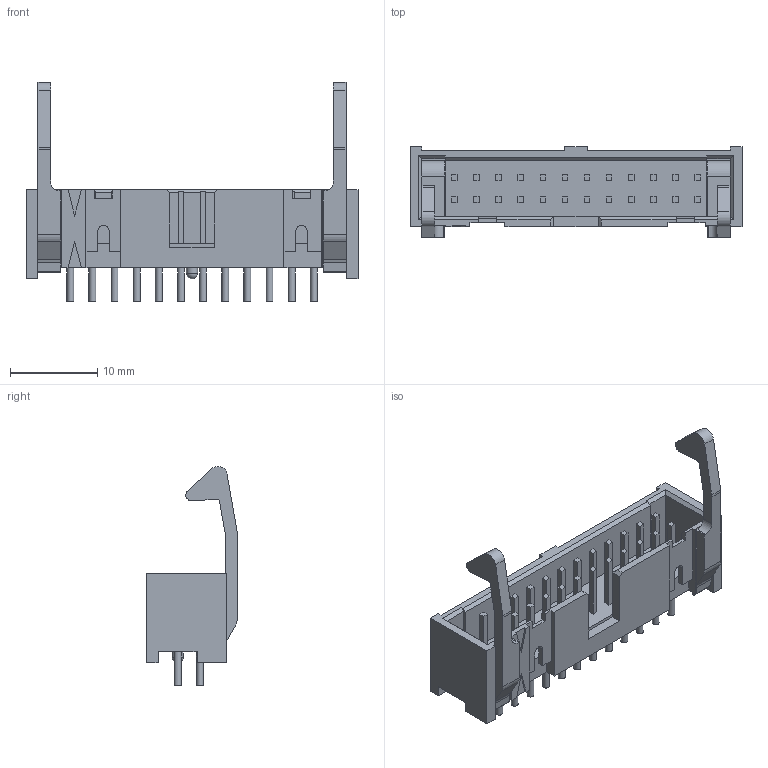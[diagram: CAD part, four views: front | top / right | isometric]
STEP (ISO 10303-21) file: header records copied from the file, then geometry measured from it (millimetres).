
FILE_DESCRIPTION(/* description */ (''),/* implementation_level */ '2;1');
FILE_NAME(/* name */ 'TYCO_2-1761606-8.stp',/* time_stamp */ '2017-08-08T08:36:11+02:00',/* author */ ('jchouvet'),/* organization */ ('Open CASCADE'),/* preprocessor_version */ 'ST-DEVELOPER v16.1',/* originating_system */ 'AutoCAD Mechanical',/* authorisation */ 'Unknown');
FILE_SCHEMA (('AUTOMOTIVE_DESIGN { 1 0 10303 214 3 1 1 }'));
Length unit declared in the file: millimetre
Products named in the file (1): Product
Bounding box: 38.1 x 10.41 x 25.14 mm (x, y, z)
Volume: 1662.1 mm3; surface area: 3176.8 mm2
Topology: 51 solids, 51 shells, 388 faces, 867 edges, 573 vertices
Faces by surface type: plane 324, cylinder 62, sphere 2
Full cylindrical faces by diameter (mm): 0.787 x24, 1.27 x2, 1.499 x2
Entity records: 10494 total; most frequent: CARTESIAN_POINT 1795, DIRECTION 1737, ORIENTED_EDGE 1670, EDGE_CURVE 835, LINE 711, VECTOR 711, VERTEX_POINT 571, AXIS2_PLACEMENT_3D 513
